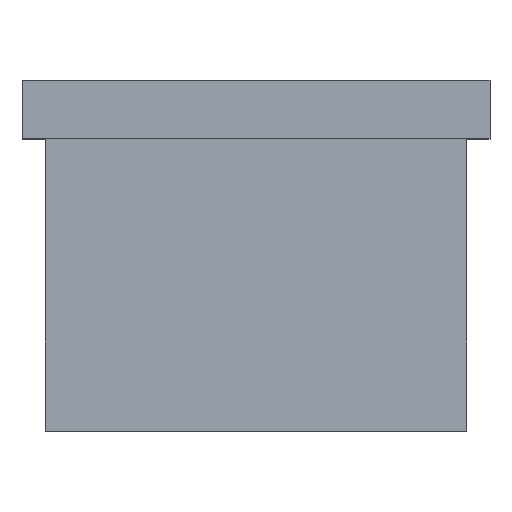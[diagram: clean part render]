
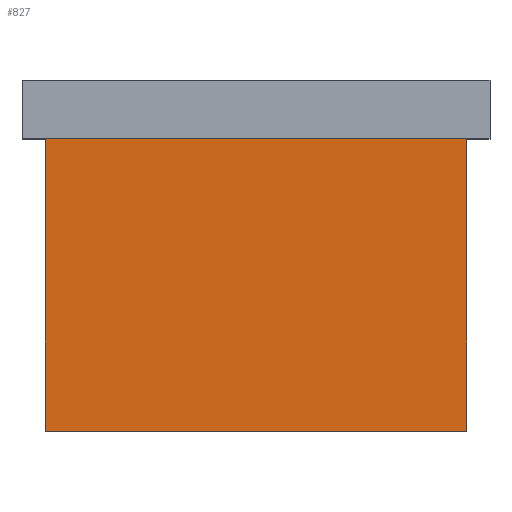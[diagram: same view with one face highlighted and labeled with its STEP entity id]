
A CAD part, top view. The second image highlights one B-rep face of the part: STEP entity #827.
In plain terms, the highlighted planar face has unit normal (0, 0, 1).
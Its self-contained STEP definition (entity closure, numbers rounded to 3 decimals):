
#8 = PLANE ( 'NONE',  #794 ) ;
#32 = VECTOR ( 'NONE', #344, 1000. ) ;
#100 = EDGE_CURVE ( 'NONE', #753, #124, #220, .T. ) ;
#124 = VERTEX_POINT ( 'NONE', #654 ) ;
#125 = FACE_OUTER_BOUND ( 'NONE', #846, .T. ) ;
#154 = CARTESIAN_POINT ( 'NONE',  ( 18., 25., 18. ) ) ;
#203 = CARTESIAN_POINT ( 'NONE',  ( 18., 25., 18. ) ) ;
#219 = CARTESIAN_POINT ( 'NONE',  ( 20., 0., 18. ) ) ;
#220 = LINE ( 'NONE', #488, #660 ) ;
#232 = ORIENTED_EDGE ( 'NONE', *, *, #100, .F. ) ;
#292 = CARTESIAN_POINT ( 'NONE',  ( 18., 0., 18. ) ) ;
#296 = VERTEX_POINT ( 'NONE', #203 ) ;
#298 = ORIENTED_EDGE ( 'NONE', *, *, #504, .F. ) ;
#344 = DIRECTION ( 'NONE',  ( -1., 0., 0. ) ) ;
#366 = VECTOR ( 'NONE', #487, 1000. ) ;
#393 = CARTESIAN_POINT ( 'NONE',  ( 20., 25., 18. ) ) ;
#448 = ORIENTED_EDGE ( 'NONE', *, *, #517, .T. ) ;
#487 = DIRECTION ( 'NONE',  ( -1., 0., 0. ) ) ;
#488 = CARTESIAN_POINT ( 'NONE',  ( -18., 25., 18. ) ) ;
#504 = EDGE_CURVE ( 'NONE', #519, #753, #826, .T. ) ;
#517 = EDGE_CURVE ( 'NONE', #519, #296, #693, .T. ) ;
#519 = VERTEX_POINT ( 'NONE', #292 ) ;
#525 = CARTESIAN_POINT ( 'NONE',  ( -18., 0., 18. ) ) ;
#546 = ORIENTED_EDGE ( 'NONE', *, *, #780, .T. ) ;
#574 = DIRECTION ( 'NONE',  ( 0., 1., 0. ) ) ;
#623 = DIRECTION ( 'NONE',  ( 0., 1., 0. ) ) ;
#654 = CARTESIAN_POINT ( 'NONE',  ( -18., 25., 18. ) ) ;
#660 = VECTOR ( 'NONE', #574, 1000. ) ;
#662 = DIRECTION ( 'NONE',  ( 0., 0., -1. ) ) ;
#666 = DIRECTION ( 'NONE',  ( 0., 1., 0. ) ) ;
#693 = LINE ( 'NONE', #154, #700 ) ;
#700 = VECTOR ( 'NONE', #623, 1000. ) ;
#732 = LINE ( 'NONE', #791, #32 ) ;
#753 = VERTEX_POINT ( 'NONE', #525 ) ;
#780 = EDGE_CURVE ( 'NONE', #296, #124, #732, .T. ) ;
#791 = CARTESIAN_POINT ( 'NONE',  ( 20., 25., 18. ) ) ;
#794 = AXIS2_PLACEMENT_3D ( 'NONE', #393, #662, #666 ) ;
#826 = LINE ( 'NONE', #219, #366 ) ;
#827 = ADVANCED_FACE ( 'NONE', ( #125 ), #8, .F. ) ;
#846 = EDGE_LOOP ( 'NONE', ( #298, #448, #546, #232 ) ) ;
